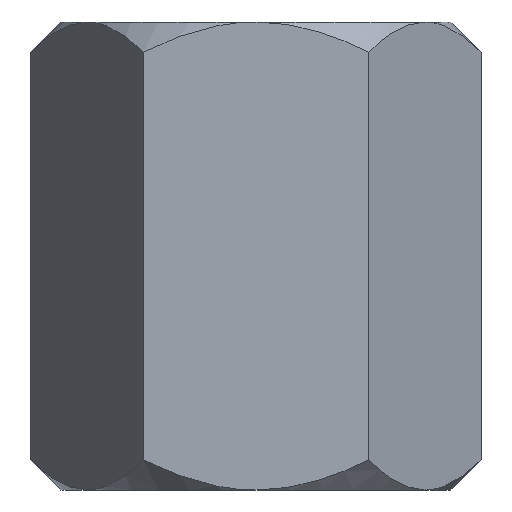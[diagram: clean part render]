
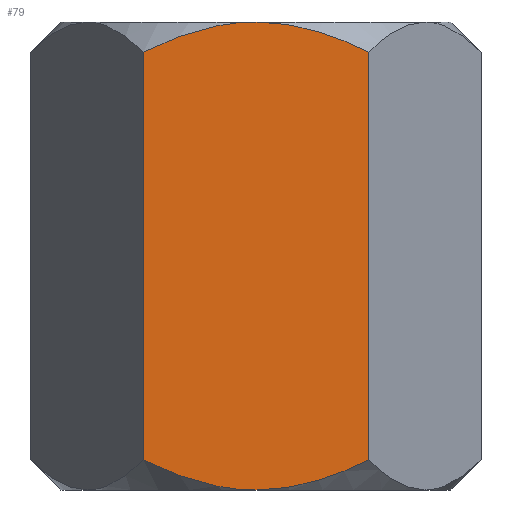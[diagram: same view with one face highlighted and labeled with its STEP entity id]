
A CAD part, front view. The second image highlights one B-rep face of the part: STEP entity #79.
In plain terms, the highlighted planar face has unit normal (0, -1, 0).
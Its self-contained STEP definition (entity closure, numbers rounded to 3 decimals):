
#79 = ADVANCED_FACE( '', ( #162 ), #163, .F. );
#162 = FACE_OUTER_BOUND( '', #243, .T. );
#163 = PLANE( '', #244 );
#243 = EDGE_LOOP( '', ( #399, #400, #401, #402, #403, #404 ) );
#244 = AXIS2_PLACEMENT_3D( '', #405, #406, #407 );
#399 = ORIENTED_EDGE( '', *, *, #509, .F. );
#400 = ORIENTED_EDGE( '', *, *, #500, .F. );
#401 = ORIENTED_EDGE( '', *, *, #452, .T. );
#402 = ORIENTED_EDGE( '', *, *, #510, .T. );
#403 = ORIENTED_EDGE( '', *, *, #505, .T. );
#404 = ORIENTED_EDGE( '', *, *, #511, .F. );
#405 = CARTESIAN_POINT( '', ( -1.443, -2.5, 3. ) );
#406 = DIRECTION( '', ( 0., 1., 0. ) );
#407 = DIRECTION( '', ( -1., 0., 0. ) );
#452 = EDGE_CURVE( '', #520, #522, #524, .F. );
#500 = EDGE_CURVE( '', #520, #594, #595, .T. );
#505 = EDGE_CURVE( '', #601, #599, #602, .T. );
#509 = EDGE_CURVE( '', #594, #567, #606, .F. );
#510 = EDGE_CURVE( '', #522, #601, #607, .F. );
#511 = EDGE_CURVE( '', #567, #599, #608, .F. );
#520 = VERTEX_POINT( '', #617 );
#522 = VERTEX_POINT( '', #624 );
#524 = B_SPLINE_CURVE_WITH_KNOTS( '', 3, ( #626, #627, #628, #629, #630, #631 ), .UNSPECIFIED., .F., .F., ( 4, 2, 4 ), ( 0.004, 0.004, 0.005 ), .UNSPECIFIED. );
#567 = VERTEX_POINT( '', #719 );
#594 = VERTEX_POINT( '', #796 );
#595 = LINE( '', #797, #798 );
#599 = VERTEX_POINT( '', #807 );
#601 = VERTEX_POINT( '', #816 );
#602 = LINE( '', #817, #818 );
#606 = B_SPLINE_CURVE_WITH_KNOTS( '', 3, ( #834, #835, #836, #837, #838, #839 ), .UNSPECIFIED., .F., .F., ( 4, 2, 4 ), ( 0.004, 0.004, 0.005 ), .UNSPECIFIED. );
#607 = B_SPLINE_CURVE_WITH_KNOTS( '', 3, ( #840, #841, #842, #843, #844, #845, #846, #847 ), .UNSPECIFIED., .F., .F., ( 4, 2, 2, 4 ), ( 0.002, 0.003, 0.003, 0.004 ), .UNSPECIFIED. );
#608 = B_SPLINE_CURVE_WITH_KNOTS( '', 3, ( #848, #849, #850, #851, #852, #853, #854, #855 ), .UNSPECIFIED., .F., .F., ( 4, 2, 2, 4 ), ( 0.002, 0.003, 0.003, 0.004 ), .UNSPECIFIED. );
#617 = CARTESIAN_POINT( '', ( 1.443, -2.5, 2.613 ) );
#624 = CARTESIAN_POINT( '', ( 0., -2.5, 3. ) );
#626 = CARTESIAN_POINT( '', ( 0., -2.5, 3. ) );
#627 = CARTESIAN_POINT( '', ( 0.253, -2.5, 3. ) );
#628 = CARTESIAN_POINT( '', ( 0.5, -2.5, 2.961 ) );
#629 = CARTESIAN_POINT( '', ( 0.985, -2.5, 2.823 ) );
#630 = CARTESIAN_POINT( '', ( 1.22, -2.5, 2.725 ) );
#631 = CARTESIAN_POINT( '', ( 1.443, -2.5, 2.613 ) );
#719 = CARTESIAN_POINT( '', ( 0., -2.5, -3. ) );
#796 = CARTESIAN_POINT( '', ( 1.443, -2.5, -2.613 ) );
#797 = CARTESIAN_POINT( '', ( 1.443, -2.5, 3. ) );
#798 = VECTOR( '', #914, 1000. );
#807 = CARTESIAN_POINT( '', ( -1.443, -2.5, -2.613 ) );
#816 = CARTESIAN_POINT( '', ( -1.443, -2.5, 2.613 ) );
#817 = CARTESIAN_POINT( '', ( -1.443, -2.5, 3. ) );
#818 = VECTOR( '', #915, 1000. );
#834 = CARTESIAN_POINT( '', ( 0., -2.5, -3. ) );
#835 = CARTESIAN_POINT( '', ( 0.253, -2.5, -3. ) );
#836 = CARTESIAN_POINT( '', ( 0.5, -2.5, -2.961 ) );
#837 = CARTESIAN_POINT( '', ( 0.985, -2.5, -2.823 ) );
#838 = CARTESIAN_POINT( '', ( 1.22, -2.5, -2.725 ) );
#839 = CARTESIAN_POINT( '', ( 1.443, -2.5, -2.613 ) );
#840 = CARTESIAN_POINT( '', ( -1.443, -2.5, 2.613 ) );
#841 = CARTESIAN_POINT( '', ( -1.219, -2.5, 2.725 ) );
#842 = CARTESIAN_POINT( '', ( -0.984, -2.5, 2.823 ) );
#843 = CARTESIAN_POINT( '', ( -0.623, -2.5, 2.926 ) );
#844 = CARTESIAN_POINT( '', ( -0.502, -2.5, 2.953 ) );
#845 = CARTESIAN_POINT( '', ( -0.254, -2.5, 2.99 ) );
#846 = CARTESIAN_POINT( '', ( -0.126, -2.5, 3. ) );
#847 = CARTESIAN_POINT( '', ( 0., -2.5, 3. ) );
#848 = CARTESIAN_POINT( '', ( -1.443, -2.5, -2.613 ) );
#849 = CARTESIAN_POINT( '', ( -1.219, -2.5, -2.725 ) );
#850 = CARTESIAN_POINT( '', ( -0.984, -2.5, -2.823 ) );
#851 = CARTESIAN_POINT( '', ( -0.623, -2.5, -2.926 ) );
#852 = CARTESIAN_POINT( '', ( -0.502, -2.5, -2.953 ) );
#853 = CARTESIAN_POINT( '', ( -0.254, -2.5, -2.99 ) );
#854 = CARTESIAN_POINT( '', ( -0.126, -2.5, -3. ) );
#855 = CARTESIAN_POINT( '', ( 0., -2.5, -3. ) );
#914 = DIRECTION( '', ( 0., 0., -1. ) );
#915 = DIRECTION( '', ( 0., 0., -1. ) );
